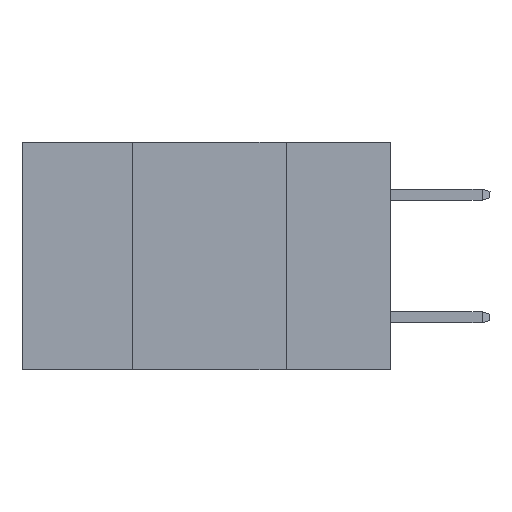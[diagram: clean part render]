
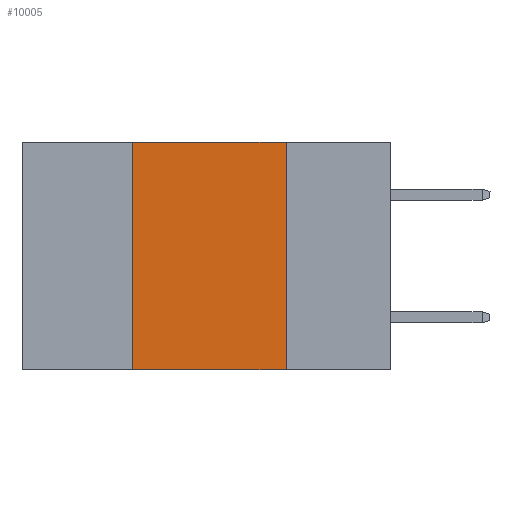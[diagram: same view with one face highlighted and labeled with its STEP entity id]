
A CAD part, left-side view. The second image highlights one B-rep face of the part: STEP entity #10005.
In plain terms, the highlighted planar face has unit normal (-1, 0, 0).
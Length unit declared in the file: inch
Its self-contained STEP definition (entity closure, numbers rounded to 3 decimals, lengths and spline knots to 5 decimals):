
#103 = DIRECTION ( 'NONE',  ( 0., 0., 1. ) ) ;
#255 = LINE ( 'NONE', #3133, #9465 ) ;
#644 = VECTOR ( 'NONE', #103, 39.37008 ) ;
#680 = VERTEX_POINT ( 'NONE', #7729 ) ;
#989 = PLANE ( 'NONE',  #9718 ) ;
#1293 = CARTESIAN_POINT ( 'NONE',  ( 0., 0.17, -0.37 ) ) ;
#2191 = VECTOR ( 'NONE', #6697, 39.37008 ) ;
#3133 = CARTESIAN_POINT ( 'NONE',  ( 0., 0.17, 0. ) ) ;
#3571 = VERTEX_POINT ( 'NONE', #1293 ) ;
#3635 = DIRECTION ( 'NONE',  ( 1., 0., 0. ) ) ;
#3858 = FACE_OUTER_BOUND ( 'NONE', #8944, .T. ) ;
#5637 = DIRECTION ( 'NONE',  ( 0., 0., -1. ) ) ;
#5803 = LINE ( 'NONE', #7110, #15098 ) ;
#6697 = DIRECTION ( 'NONE',  ( 0., -1., 0. ) ) ;
#7110 = CARTESIAN_POINT ( 'NONE',  ( 0., 0.6, -0.37 ) ) ;
#7729 = CARTESIAN_POINT ( 'NONE',  ( 0., 0.17, 0. ) ) ;
#8334 = VERTEX_POINT ( 'NONE', #13585 ) ;
#8446 = EDGE_CURVE ( 'NONE', #680, #3571, #255, .T. ) ;
#8541 = VERTEX_POINT ( 'NONE', #15125 ) ;
#8910 = CARTESIAN_POINT ( 'NONE',  ( 0., 0.42, 0. ) ) ;
#8944 = EDGE_LOOP ( 'NONE', ( #9355, #9394, #9421, #9701 ) ) ;
#9355 = ORIENTED_EDGE ( 'NONE', *, *, #8446, .F. ) ;
#9394 = ORIENTED_EDGE ( 'NONE', *, *, #10928, .F. ) ;
#9421 = ORIENTED_EDGE ( 'NONE', *, *, #14210, .F. ) ;
#9465 = VECTOR ( 'NONE', #5637, 39.37008 ) ;
#9701 = ORIENTED_EDGE ( 'NONE', *, *, #9909, .T. ) ;
#9718 = AXIS2_PLACEMENT_3D ( 'NONE', #10811, #3635, #11938 ) ;
#9909 = EDGE_CURVE ( 'NONE', #8334, #3571, #5803, .T. ) ;
#10005 = ADVANCED_FACE ( 'NONE', ( #3858 ), #989, .F. ) ;
#10151 = CARTESIAN_POINT ( 'NONE',  ( 0., 0.6, 0. ) ) ;
#10811 = CARTESIAN_POINT ( 'NONE',  ( 0., 0.6, 0. ) ) ;
#10928 = EDGE_CURVE ( 'NONE', #8541, #680, #14546, .T. ) ;
#11938 = DIRECTION ( 'NONE',  ( 0., 0., -1. ) ) ;
#12905 = DIRECTION ( 'NONE',  ( 0., -1., 0. ) ) ;
#13585 = CARTESIAN_POINT ( 'NONE',  ( 0., 0.42, -0.37 ) ) ;
#13908 = LINE ( 'NONE', #8910, #644 ) ;
#14210 = EDGE_CURVE ( 'NONE', #8334, #8541, #13908, .T. ) ;
#14546 = LINE ( 'NONE', #10151, #2191 ) ;
#15098 = VECTOR ( 'NONE', #12905, 39.37008 ) ;
#15125 = CARTESIAN_POINT ( 'NONE',  ( 0., 0.42, 0. ) ) ;
